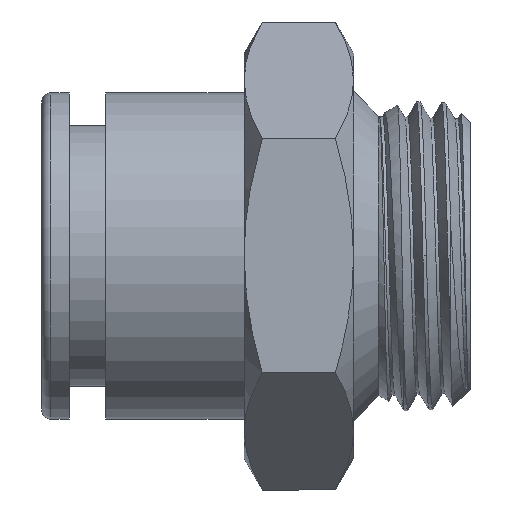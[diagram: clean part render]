
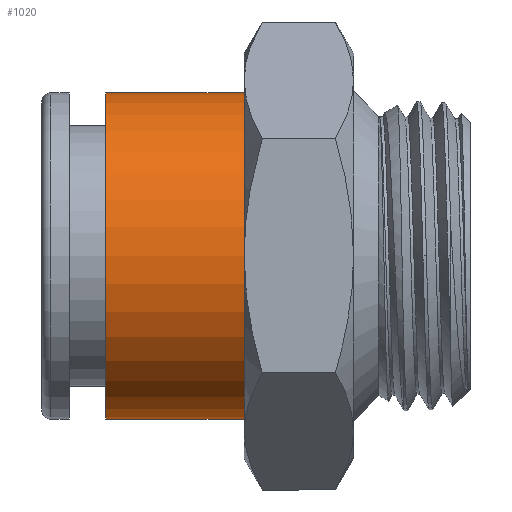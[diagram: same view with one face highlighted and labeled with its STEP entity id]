
A CAD part, top view. The second image highlights one B-rep face of the part: STEP entity #1020.
In plain terms, the highlighted cylindrical face has radius 8.95 mm (diameter 17.9 mm), a partial arc.
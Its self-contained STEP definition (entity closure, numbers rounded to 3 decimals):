
#266 = VECTOR ( 'NONE', #2963, 1000. ) ;
#294 = CARTESIAN_POINT ( 'NONE',  ( 3.5, -8.95, 0. ) ) ;
#505 = CARTESIAN_POINT ( 'NONE',  ( 11.1, 8.95, 0. ) ) ;
#597 = EDGE_LOOP ( 'NONE', ( #946, #2184, #1955, #3512 ) ) ;
#810 = CARTESIAN_POINT ( 'NONE',  ( 11.1, -8.95, 0. ) ) ;
#870 = CARTESIAN_POINT ( 'NONE',  ( 3.5, 8.95, 0. ) ) ;
#884 = EDGE_CURVE ( 'NONE', #4191, #1201, #1942, .T. ) ;
#927 = DIRECTION ( 'NONE',  ( 0., 0., -1. ) ) ;
#946 = ORIENTED_EDGE ( 'NONE', *, *, #1718, .F. ) ;
#1020 = ADVANCED_FACE ( 'NONE', ( #1370 ), #4095, .T. ) ;
#1160 = AXIS2_PLACEMENT_3D ( 'NONE', #3891, #4223, #3586 ) ;
#1201 = VERTEX_POINT ( 'NONE', #870 ) ;
#1308 = DIRECTION ( 'NONE',  ( -1., 0., 0. ) ) ;
#1370 = FACE_OUTER_BOUND ( 'NONE', #597, .T. ) ;
#1436 = LINE ( 'NONE', #3320, #266 ) ;
#1569 = DIRECTION ( 'NONE',  ( 1., 0., 0. ) ) ;
#1676 = CIRCLE ( 'NONE', #2012, 8.95 ) ;
#1718 = EDGE_CURVE ( 'NONE', #2916, #3616, #1676, .T. ) ;
#1781 = VECTOR ( 'NONE', #1308, 1000. ) ;
#1942 = CIRCLE ( 'NONE', #1160, 8.95 ) ;
#1948 = EDGE_CURVE ( 'NONE', #2916, #1201, #4154, .T. ) ;
#1955 = ORIENTED_EDGE ( 'NONE', *, *, #884, .F. ) ;
#2012 = AXIS2_PLACEMENT_3D ( 'NONE', #2213, #1569, #927 ) ;
#2184 = ORIENTED_EDGE ( 'NONE', *, *, #1948, .T. ) ;
#2213 = CARTESIAN_POINT ( 'NONE',  ( 11.1, 0., 0. ) ) ;
#2317 = CARTESIAN_POINT ( 'NONE',  ( 0., 8.95, 0. ) ) ;
#2600 = CARTESIAN_POINT ( 'NONE',  ( 0., 0., 0. ) ) ;
#2916 = VERTEX_POINT ( 'NONE', #505 ) ;
#2927 = DIRECTION ( 'NONE',  ( -1., 0., 0. ) ) ;
#2963 = DIRECTION ( 'NONE',  ( -1., 0., 0. ) ) ;
#3277 = EDGE_CURVE ( 'NONE', #3616, #4191, #1436, .T. ) ;
#3320 = CARTESIAN_POINT ( 'NONE',  ( 0., -8.95, 0. ) ) ;
#3512 = ORIENTED_EDGE ( 'NONE', *, *, #3277, .F. ) ;
#3586 = DIRECTION ( 'NONE',  ( 0., -1., 0. ) ) ;
#3616 = VERTEX_POINT ( 'NONE', #810 ) ;
#3619 = DIRECTION ( 'NONE',  ( 0., -1., 0. ) ) ;
#3885 = AXIS2_PLACEMENT_3D ( 'NONE', #2600, #2927, #3619 ) ;
#3891 = CARTESIAN_POINT ( 'NONE',  ( 3.5, 0., 0. ) ) ;
#4095 = CYLINDRICAL_SURFACE ( 'NONE', #3885, 8.95 ) ;
#4154 = LINE ( 'NONE', #2317, #1781 ) ;
#4191 = VERTEX_POINT ( 'NONE', #294 ) ;
#4223 = DIRECTION ( 'NONE',  ( -1., 0., 0. ) ) ;
